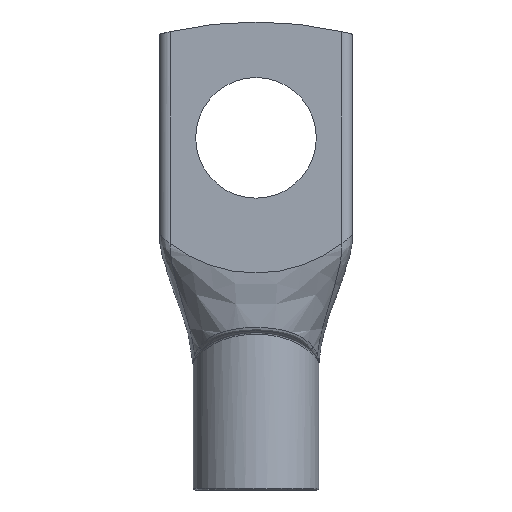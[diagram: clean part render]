
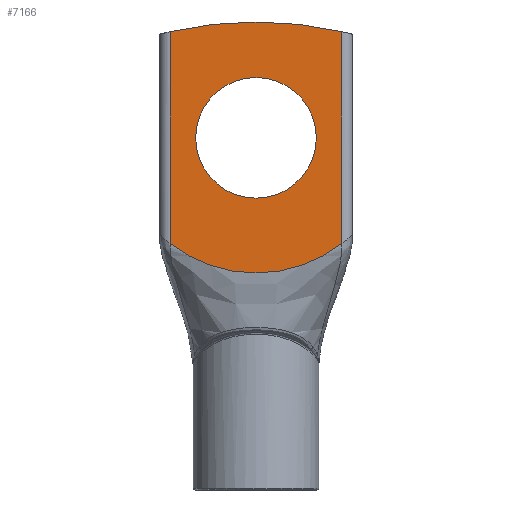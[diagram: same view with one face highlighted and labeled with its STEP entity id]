
A CAD part, front view. The second image highlights one B-rep face of the part: STEP entity #7166.
In plain terms, the highlighted planar face has unit normal (0, -1, 0).
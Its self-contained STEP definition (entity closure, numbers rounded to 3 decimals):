
#5623=CARTESIAN_POINT('',(-8.9,-8.0,13.041));
#5624=VERTEX_POINT('',#5623);
#5867=CARTESIAN_POINT('',(8.9,-8.0,13.041));
#5868=VERTEX_POINT('',#5867);
#5883=CARTESIAN_POINT('',(0.,-8.0,24.488));
#5884=DIRECTION('',(0.0,1.0,0.0));
#5885=DIRECTION('',(0.69,0.0,-0.724));
#5886=AXIS2_PLACEMENT_3D('',#5883,#5884,#5885);
#5887=CIRCLE('',#5886,14.5);
#5888=EDGE_CURVE('',#5868,#5624,#5887,.T.);
#6650=CARTESIAN_POINT('',(6.25,-8.,23.988));
#6651=VERTEX_POINT('',#6650);
#6652=CARTESIAN_POINT('',(0.,-8.,23.988));
#6653=DIRECTION('',(0.0,1.0,0.0));
#6654=DIRECTION('',(-1.0,0.0,0.0));
#6655=AXIS2_PLACEMENT_3D('',#6652,#6653,#6654);
#6656=CIRCLE('',#6655,6.25);
#6657=EDGE_CURVE('',#6651,#6651,#6656,.T.);
#6867=CARTESIAN_POINT('',(-8.9,-8.0,34.985));
#6868=VERTEX_POINT('',#6867);
#6884=CARTESIAN_POINT('',(8.9,-8.0,34.985));
#6885=VERTEX_POINT('',#6884);
#6886=CARTESIAN_POINT('',(0.,-8.0,-4.012));
#6887=DIRECTION('',(0.0,1.0,0.0));
#6888=DIRECTION('',(-0.25,0.0,0.968));
#6889=AXIS2_PLACEMENT_3D('',#6886,#6887,#6888);
#6890=CIRCLE('',#6889,40.0);
#6891=EDGE_CURVE('',#6868,#6885,#6890,.T.);
#6956=CARTESIAN_POINT('',(-8.9,-8.,13.041));
#6957=DIRECTION('',(0.0,0.0,1.0));
#6958=VECTOR('',#6957,21.945);
#6959=LINE('',#6956,#6958);
#6960=EDGE_CURVE('',#5624,#6868,#6959,.T.);
#7147=CARTESIAN_POINT('',(0.,-8.,23.681));
#7148=DIRECTION('',(0.0,1.0,0.0));
#7149=DIRECTION('',(0.0,0.0,1.0));
#7150=AXIS2_PLACEMENT_3D('',#7147,#7148,#7149);
#7151=PLANE('',#7150);
#7152=ORIENTED_EDGE('',*,*,#6960,.F.);
#7153=ORIENTED_EDGE('',*,*,#5888,.F.);
#7154=CARTESIAN_POINT('',(8.9,-8.,34.985));
#7155=DIRECTION('',(0.0,0.0,-1.0));
#7156=VECTOR('',#7155,21.945);
#7157=LINE('',#7154,#7156);
#7158=EDGE_CURVE('',#6885,#5868,#7157,.T.);
#7159=ORIENTED_EDGE('',*,*,#7158,.F.);
#7160=ORIENTED_EDGE('',*,*,#6891,.F.);
#7161=EDGE_LOOP('',(#7152,#7153,#7159,#7160));
#7162=FACE_OUTER_BOUND('',#7161,.T.);
#7163=ORIENTED_EDGE('',*,*,#6657,.T.);
#7164=EDGE_LOOP('',(#7163));
#7165=FACE_BOUND('',#7164,.T.);
#7166=ADVANCED_FACE('',(#7162,#7165),#7151,.F.);
